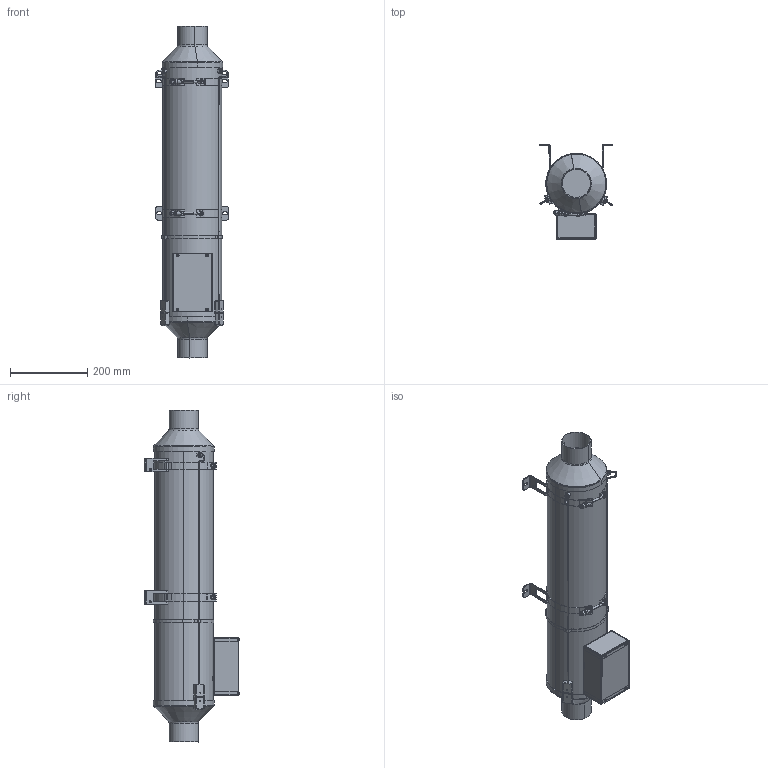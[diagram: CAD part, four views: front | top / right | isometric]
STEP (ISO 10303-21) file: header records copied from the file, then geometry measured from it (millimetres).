
FILE_DESCRIPTION (( 'STEP AP203' ), '1' );
FILE_NAME ('FT600-3T-3T-TF2.STEP', '2017-09-01T15:56:11', ( '' ), ( '' ), 'SwSTEP 2.0', 'SolidWorks 2017', '' );
FILE_SCHEMA (( 'CONFIG_CONTROL_DESIGN' ));
Length unit declared in the file: inch
Products named in the file (1): FT600-3T-3T-TF2
Bounding box: 191.56 x 247.89 x 861.28 mm (x, y, z)
Volume: 1490593.1 mm3; surface area: 1597698.7 mm2
Topology: 46 solids, 46 shells, 3376 faces, 9470 edges, 6158 vertices
Faces by surface type: cylinder 1669, plane 1329, cone 250, bspline 112, torus 16
Entity records: 114351 total; most frequent: CARTESIAN_POINT 24605, DIRECTION 19444, ORIENTED_EDGE 18876, EDGE_CURVE 9438, AXIS2_PLACEMENT_3D 7055, VERTEX_POINT 6158, LINE 5334, VECTOR 5334
